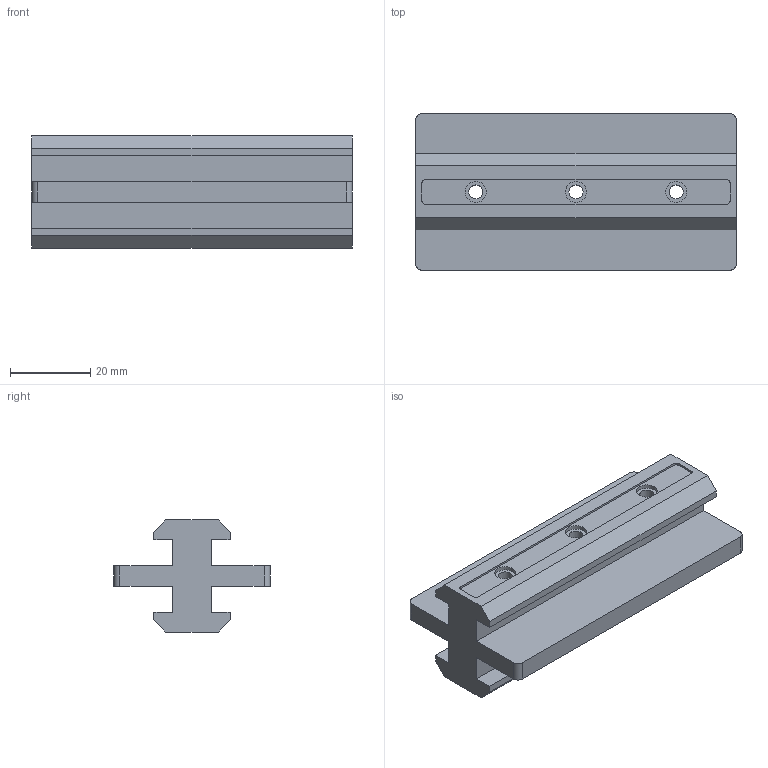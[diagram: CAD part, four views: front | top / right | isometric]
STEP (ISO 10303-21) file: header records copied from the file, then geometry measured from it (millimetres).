
FILE_DESCRIPTION(/* description */ (''),/* implementation_level */ '2;1');
FILE_NAME(/* name */ '1008481.stp',/* time_stamp */ '2024-07-23T14:53:47+02:00',/* author */ ('Bo'),/* organization */ (''),/* preprocessor_version */ 'ST-DEVELOPER v20',/* originating_system */ 'Autodesk Inventor 2025',/* authorisation */ ' ');
FILE_SCHEMA (('AUTOMOTIVE_DESIGN { 1 0 10303 214 3 1 1 }'));
Length unit declared in the file: millimetre
Products named in the file (1): 1008481
Bounding box: 80 x 39 x 28 mm (x, y, z)
Volume: 38100.3 mm3; surface area: 15092.1 mm2
Topology: 1 solids, 1 shells, 63 faces, 159 edges, 106 vertices
Faces by surface type: plane 42, cylinder 21
Full cylindrical faces by diameter (mm): 3.5 x3, 5.25 x6
Entity records: 1959 total; most frequent: DIRECTION 329, CARTESIAN_POINT 329, ORIENTED_EDGE 318, EDGE_CURVE 159, LINE 117, VECTOR 117, VERTEX_POINT 106, AXIS2_PLACEMENT_3D 106
